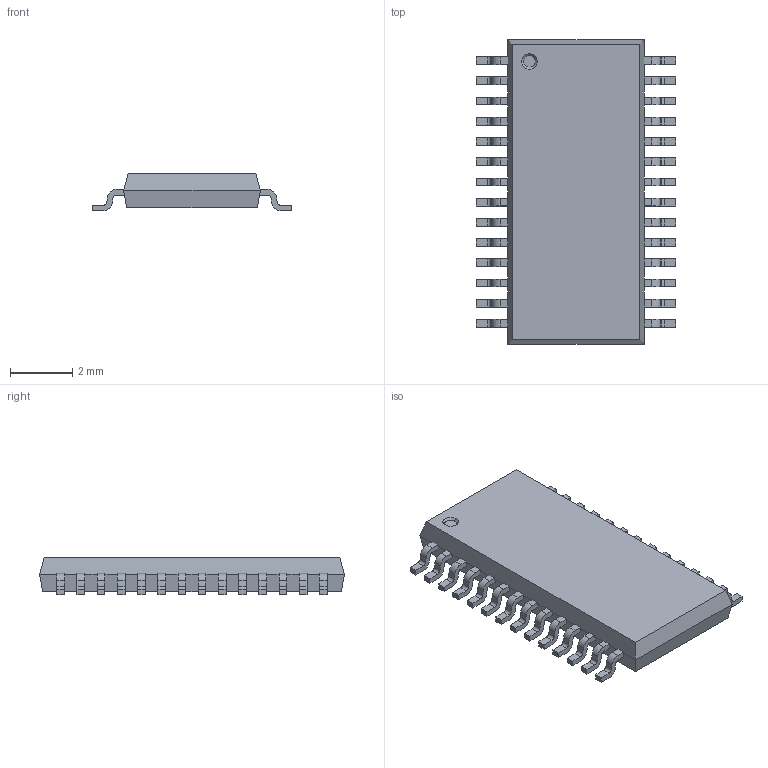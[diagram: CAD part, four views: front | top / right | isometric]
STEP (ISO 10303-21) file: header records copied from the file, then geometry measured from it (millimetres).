
FILE_DESCRIPTION (( 'STEP AP214' ), '1' );
FILE_NAME ('User Library-tssop28.STEP', '2011-02-27T10:07:01', ( 'sysAdmin' ), ( 'SolidWorks' ), 'SwSTEP 2.0', 'SolidWorks 2011', '' );
FILE_SCHEMA (( 'AUTOMOTIVE_DESIGN' ));
Length unit declared in the file: millimetre
Products named in the file (1): User Library-tssop28
Bounding box: 6.4 x 9.8 x 1.2 mm (x, y, z)
Volume: 47.2 mm3; surface area: 143.4 mm2
Topology: 3 solids, 3 shells, 379 faces, 1112 edges, 740 vertices
Faces by surface type: plane 265, cylinder 112, cone 2
Entity records: 16763 total; most frequent: CARTESIAN_POINT 2232, ORIENTED_EDGE 2224, DIRECTION 2100, EDGE_CURVE 1112, VECTOR 884, LINE 884, VERTEX_POINT 740, AXIS2_PLACEMENT_3D 608
